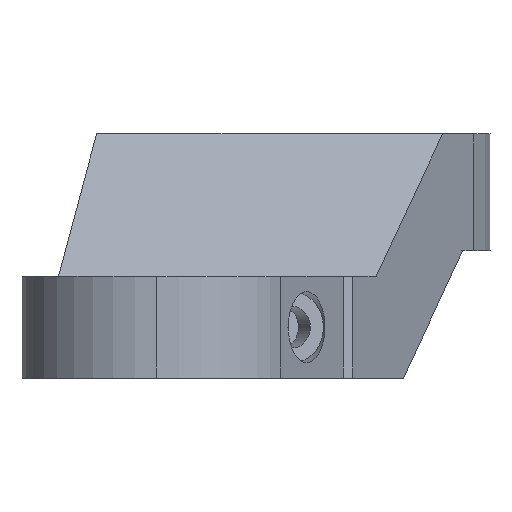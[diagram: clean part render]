
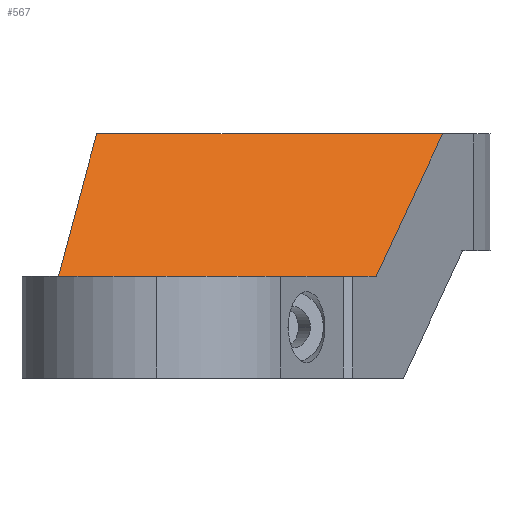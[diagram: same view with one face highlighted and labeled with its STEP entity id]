
A CAD part, left-side view. The second image highlights one B-rep face of the part: STEP entity #567.
In plain terms, the highlighted planar face has unit normal (-0.682, 0, 0.731).
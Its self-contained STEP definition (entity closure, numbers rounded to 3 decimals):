
#31 = EDGE_CURVE ( 'NONE', #716, #1523, #804, .T. ) ;
#91 = LINE ( 'NONE', #1752, #210 ) ;
#116 = DIRECTION ( 'NONE',  ( 0., -1., 0. ) ) ;
#153 = ORIENTED_EDGE ( 'NONE', *, *, #31, .F. ) ;
#167 = ORIENTED_EDGE ( 'NONE', *, *, #645, .F. ) ;
#175 = PLANE ( 'NONE',  #523 ) ;
#182 = CARTESIAN_POINT ( 'NONE',  ( 32.24, -43.091, 20. ) ) ;
#210 = VECTOR ( 'NONE', #1236, 1000. ) ;
#448 = EDGE_CURVE ( 'NONE', #1599, #716, #479, .T. ) ;
#450 = DIRECTION ( 'NONE',  ( 0.719, -0.18, 0.671 ) ) ;
#479 = LINE ( 'NONE', #2325, #2376 ) ;
#523 = AXIS2_PLACEMENT_3D ( 'NONE', #728, #543, #695 ) ;
#543 = DIRECTION ( 'NONE',  ( 0.682, 0., -0.731 ) ) ;
#567 = ADVANCED_FACE ( 'NONE', ( #629 ), #175, .F. ) ;
#629 = FACE_OUTER_BOUND ( 'NONE', #1802, .T. ) ;
#639 = CARTESIAN_POINT ( 'NONE',  ( 31.587, 19.513, 19.391 ) ) ;
#645 = EDGE_CURVE ( 'NONE', #1240, #1599, #1028, .T. ) ;
#695 = DIRECTION ( 'NONE',  ( -0.731, 0., -0.682 ) ) ;
#716 = VERTEX_POINT ( 'NONE', #1016 ) ;
#728 = CARTESIAN_POINT ( 'NONE',  ( 32.24, 42.369, 20. ) ) ;
#804 = LINE ( 'NONE', #2206, #891 ) ;
#891 = VECTOR ( 'NONE', #1301, 1000. ) ;
#1001 = ORIENTED_EDGE ( 'NONE', *, *, #2322, .T. ) ;
#1016 = CARTESIAN_POINT ( 'NONE',  ( 62.24, -56.182, 48. ) ) ;
#1028 = LINE ( 'NONE', #639, #1058 ) ;
#1058 = VECTOR ( 'NONE', #450, 1000. ) ;
#1157 = CARTESIAN_POINT ( 'NONE',  ( 62.24, 11.84, 48. ) ) ;
#1226 = ORIENTED_EDGE ( 'NONE', *, *, #448, .F. ) ;
#1236 = DIRECTION ( 'NONE',  ( 0., -1., 0. ) ) ;
#1240 = VERTEX_POINT ( 'NONE', #2203 ) ;
#1301 = DIRECTION ( 'NONE',  ( -0.696, 0.304, -0.65 ) ) ;
#1523 = VERTEX_POINT ( 'NONE', #182 ) ;
#1599 = VERTEX_POINT ( 'NONE', #1157 ) ;
#1752 = CARTESIAN_POINT ( 'NONE',  ( 32.24, 42.369, 20. ) ) ;
#1802 = EDGE_LOOP ( 'NONE', ( #1001, #153, #1226, #167 ) ) ;
#2203 = CARTESIAN_POINT ( 'NONE',  ( 32.24, 19.35, 20. ) ) ;
#2206 = CARTESIAN_POINT ( 'NONE',  ( 20.157, -37.818, 8.722 ) ) ;
#2322 = EDGE_CURVE ( 'NONE', #1240, #1523, #91, .T. ) ;
#2325 = CARTESIAN_POINT ( 'NONE',  ( 62.24, 42.369, 48. ) ) ;
#2376 = VECTOR ( 'NONE', #116, 1000. ) ;
